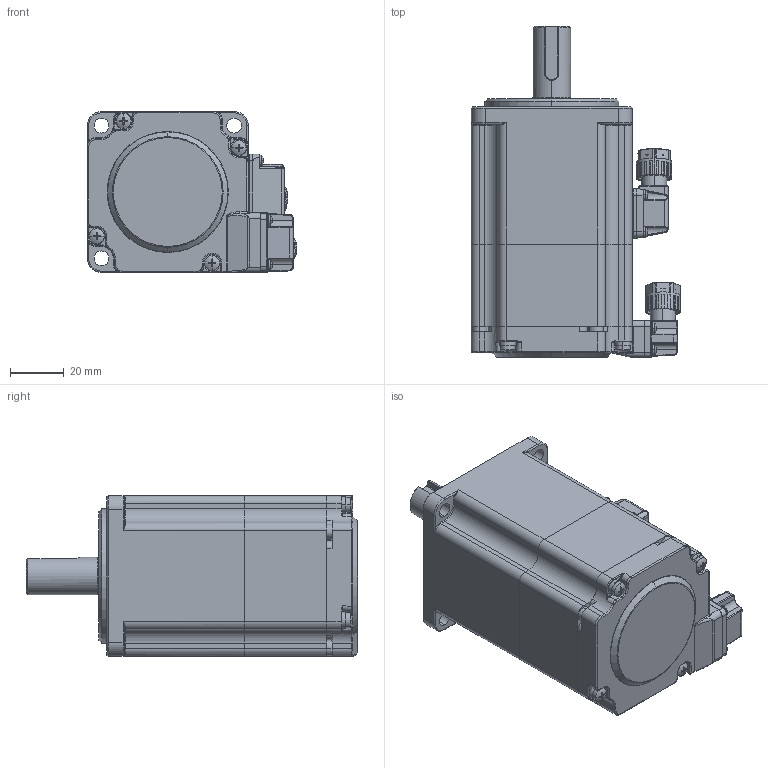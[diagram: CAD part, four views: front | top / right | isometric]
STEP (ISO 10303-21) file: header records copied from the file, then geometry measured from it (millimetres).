
FILE_DESCRIPTION (( 'STEP AP203' ), '1' );
FILE_NAME ('MS6H-60CM30BZ4-20P2.STEP', '2024-03-09T06:12:47', ( '' ), ( '' ), 'SwSTEP 2.0', 'SolidWorks 2022', '' );
FILE_SCHEMA (( 'CONFIG_CONTROL_DESIGN' ));
Length unit declared in the file: millimetre
Products named in the file (1): MS6H-60CM30BZ4-20P2
Bounding box: 78.06 x 123.45 x 60 mm (x, y, z)
Surface area: 39536.2 mm2 (no closed solid volume)
Topology: 0 solids, 28 shells, 1162 faces, 4029 edges, 2736 vertices
Faces by surface type: plane 468, cylinder 410, bspline 118, cone 84, torus 54, sphere 28
Entity records: 56534 total; most frequent: CARTESIAN_POINT 24915, ORIENTED_EDGE 6758, DIRECTION 5765, EDGE_CURVE 4006, VERTEX_POINT 2736, AXIS2_PLACEMENT_3D 2174, LINE 1417, VECTOR 1417
